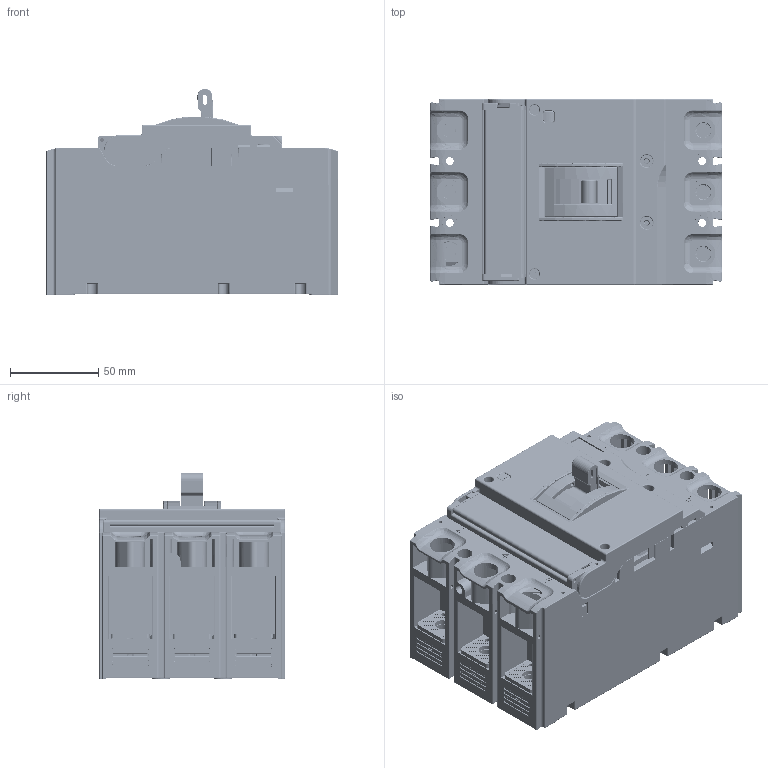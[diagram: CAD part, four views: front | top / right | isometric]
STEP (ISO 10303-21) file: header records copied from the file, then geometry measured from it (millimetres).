
FILE_DESCRIPTION(/* description */ (''),/* implementation_level */ '2;1');
FILE_NAME(/* name */ 'HNM3-2TE.stp',/* time_stamp */ '2016-09-09T09:42:17+08:00',/* author */ (''),/* organization */ (''),/* preprocessor_version */ 'ST-DEVELOPER v15',/* originating_system */ 'SIEMENS PLM Software NX 8.5',/* authorisation */ '');
FILE_SCHEMA (('CONFIG_CONTROL_DESIGN'));
Products named in the file (1): 445454
Bounding box: 165 x 105 x 117 mm (x, y, z)
Volume: 486010.6 mm3; surface area: 332834.9 mm2
Topology: 38 solids, 38 shells, 9942 faces, 26444 edges, 16602 vertices
Faces by surface type: plane 5034, cylinder 3384, torus 531, bspline 391, sphere 334, extrusion 176, cone 86, revolution 6
Full cylindrical faces by diameter (mm): 2 x9, 2.3 x1, 2.458 x1, 2.459 x15, 2.5 x4, 2.675 x1, 3 x8, 3.001 x2, 3.2 x8, 3.5 x34, 4 x2, 4.5 x6, 4.6 x4, 4.91 x4, 5 x2, 5.35 x1, 5.6 x2, 6 x6, 6.5 x5, 7 x4, 7.5 x4, 8 x6, 8.5 x14, 10.5 x1, 14 x7
Entity records: 318475 total; most frequent: CARTESIAN_POINT 72267, ORIENTED_EDGE 51656, DIRECTION 51045, EDGE_CURVE 25828, AXIS2_PLACEMENT_3D 17176, VECTOR 16687, VERTEX_POINT 16539, LINE 16511
